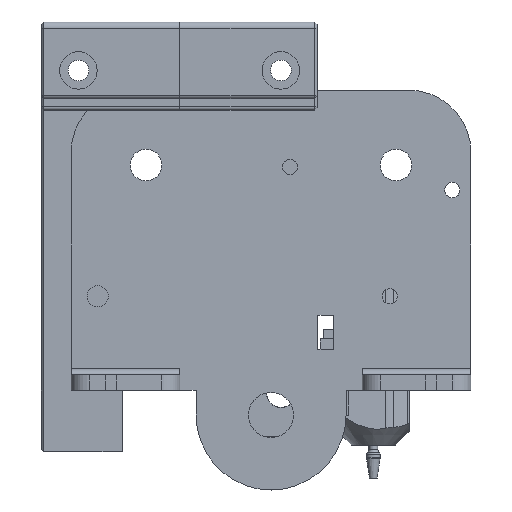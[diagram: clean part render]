
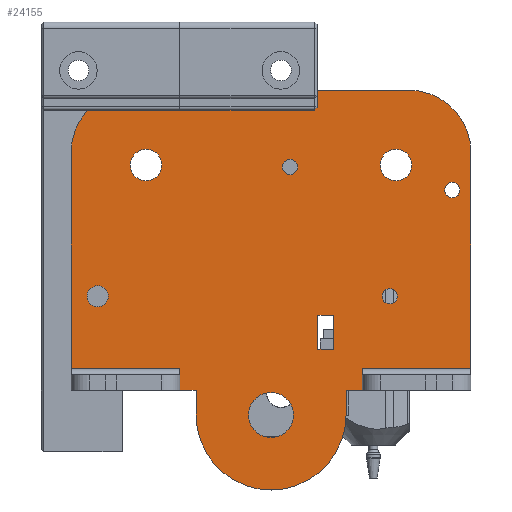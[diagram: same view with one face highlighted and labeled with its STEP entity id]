
A CAD part, left-side view. The second image highlights one B-rep face of the part: STEP entity #24155.
In plain terms, the highlighted face is planar.
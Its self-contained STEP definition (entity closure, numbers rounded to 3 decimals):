
#1791=FACE_BOUND('',#4507,.T.);
#1792=FACE_BOUND('',#4508,.T.);
#1793=FACE_BOUND('',#4509,.T.);
#1794=FACE_BOUND('',#4510,.T.);
#1795=FACE_BOUND('',#4511,.T.);
#1796=FACE_BOUND('',#4512,.T.);
#1797=FACE_BOUND('',#4513,.T.);
#1798=FACE_BOUND('',#4514,.T.);
#3082=FACE_OUTER_BOUND('',#4506,.T.);
#4506=EDGE_LOOP('',(#22023,#22024,#22025,#22026,#22027,#22028,#22029,#22030,
#22031,#22032,#22033,#22034,#22035,#22036));
#4507=EDGE_LOOP('',(#22037));
#4508=EDGE_LOOP('',(#22038));
#4509=EDGE_LOOP('',(#22039,#22040,#22041,#22042));
#4510=EDGE_LOOP('',(#22043));
#4511=EDGE_LOOP('',(#22044));
#4512=EDGE_LOOP('',(#22045));
#4513=EDGE_LOOP('',(#22046));
#4514=EDGE_LOOP('',(#22047));
#6665=LINE('',#48023,#8845);
#6666=LINE('',#48027,#8846);
#6667=LINE('',#48031,#8847);
#6668=LINE('',#48033,#8848);
#6669=LINE('',#48035,#8849);
#6670=LINE('',#48037,#8850);
#6671=LINE('',#48039,#8851);
#6672=LINE('',#48043,#8852);
#6673=LINE('',#48045,#8853);
#6674=LINE('',#48047,#8854);
#6675=LINE('',#48048,#8855);
#6676=LINE('',#48051,#8856);
#6677=LINE('',#48053,#8857);
#6678=LINE('',#48055,#8858);
#6679=LINE('',#48056,#8859);
#8845=VECTOR('',#31371,1000.);
#8846=VECTOR('',#31374,1000.);
#8847=VECTOR('',#31377,1000.);
#8848=VECTOR('',#31378,1000.);
#8849=VECTOR('',#31379,1000.);
#8850=VECTOR('',#31380,1000.);
#8851=VECTOR('',#31381,1000.);
#8852=VECTOR('',#31384,1000.);
#8853=VECTOR('',#31385,1000.);
#8854=VECTOR('',#31386,1000.);
#8855=VECTOR('',#31387,1000.);
#8856=VECTOR('',#31388,1000.);
#8857=VECTOR('',#31389,1000.);
#8858=VECTOR('',#31390,1000.);
#8859=VECTOR('',#31391,1000.);
#9342=CIRCLE('',#25867,1.7);
#9343=CIRCLE('',#25869,1.23);
#9345=CIRCLE('',#25872,1.229);
#9353=CIRCLE('',#25887,3.6);
#9355=CIRCLE('',#25890,2.53);
#9357=CIRCLE('',#25893,2.53);
#9363=CIRCLE('',#25902,1.229);
#9365=CIRCLE('',#25906,10.);
#9366=CIRCLE('',#25907,10.);
#9367=CIRCLE('',#25908,12.);
#11593=VERTEX_POINT('',#47934);
#11594=VERTEX_POINT('',#47938);
#11596=VERTEX_POINT('',#47944);
#11606=VERTEX_POINT('',#47976);
#11608=VERTEX_POINT('',#47982);
#11610=VERTEX_POINT('',#47988);
#11616=VERTEX_POINT('',#48006);
#11622=VERTEX_POINT('',#48021);
#11623=VERTEX_POINT('',#48022);
#11624=VERTEX_POINT('',#48024);
#11625=VERTEX_POINT('',#48026);
#11626=VERTEX_POINT('',#48028);
#11627=VERTEX_POINT('',#48030);
#11628=VERTEX_POINT('',#48032);
#11629=VERTEX_POINT('',#48034);
#11630=VERTEX_POINT('',#48036);
#11631=VERTEX_POINT('',#48038);
#11632=VERTEX_POINT('',#48040);
#11633=VERTEX_POINT('',#48042);
#11634=VERTEX_POINT('',#48044);
#11635=VERTEX_POINT('',#48046);
#11636=VERTEX_POINT('',#48049);
#11637=VERTEX_POINT('',#48050);
#11638=VERTEX_POINT('',#48052);
#11639=VERTEX_POINT('',#48054);
#15066=EDGE_CURVE('',#11593,#11593,#9342,.T.);
#15067=EDGE_CURVE('',#11594,#11594,#9343,.T.);
#15070=EDGE_CURVE('',#11596,#11596,#9345,.T.);
#15085=EDGE_CURVE('',#11606,#11606,#9353,.T.);
#15088=EDGE_CURVE('',#11608,#11608,#9355,.T.);
#15091=EDGE_CURVE('',#11610,#11610,#9357,.T.);
#15100=EDGE_CURVE('',#11616,#11616,#9363,.T.);
#15107=EDGE_CURVE('',#11622,#11623,#6665,.T.);
#15108=EDGE_CURVE('',#11622,#11624,#9365,.T.);
#15109=EDGE_CURVE('',#11624,#11625,#6666,.T.);
#15110=EDGE_CURVE('',#11625,#11626,#9366,.T.);
#15111=EDGE_CURVE('',#11627,#11626,#6667,.T.);
#15112=EDGE_CURVE('',#11627,#11628,#6668,.T.);
#15113=EDGE_CURVE('',#11629,#11628,#6669,.T.);
#15114=EDGE_CURVE('',#11629,#11630,#6670,.T.);
#15115=EDGE_CURVE('',#11630,#11631,#6671,.T.);
#15116=EDGE_CURVE('',#11631,#11632,#9367,.T.);
#15117=EDGE_CURVE('',#11632,#11633,#6672,.T.);
#15118=EDGE_CURVE('',#11634,#11633,#6673,.T.);
#15119=EDGE_CURVE('',#11635,#11634,#6674,.T.);
#15120=EDGE_CURVE('',#11635,#11623,#6675,.T.);
#15121=EDGE_CURVE('',#11636,#11637,#6676,.T.);
#15122=EDGE_CURVE('',#11638,#11636,#6677,.T.);
#15123=EDGE_CURVE('',#11639,#11638,#6678,.T.);
#15124=EDGE_CURVE('',#11637,#11639,#6679,.T.);
#22023=ORIENTED_EDGE('',*,*,#15107,.F.);
#22024=ORIENTED_EDGE('',*,*,#15108,.T.);
#22025=ORIENTED_EDGE('',*,*,#15109,.T.);
#22026=ORIENTED_EDGE('',*,*,#15110,.T.);
#22027=ORIENTED_EDGE('',*,*,#15111,.F.);
#22028=ORIENTED_EDGE('',*,*,#15112,.T.);
#22029=ORIENTED_EDGE('',*,*,#15113,.F.);
#22030=ORIENTED_EDGE('',*,*,#15114,.T.);
#22031=ORIENTED_EDGE('',*,*,#15115,.T.);
#22032=ORIENTED_EDGE('',*,*,#15116,.T.);
#22033=ORIENTED_EDGE('',*,*,#15117,.T.);
#22034=ORIENTED_EDGE('',*,*,#15118,.F.);
#22035=ORIENTED_EDGE('',*,*,#15119,.F.);
#22036=ORIENTED_EDGE('',*,*,#15120,.T.);
#22037=ORIENTED_EDGE('',*,*,#15066,.T.);
#22038=ORIENTED_EDGE('',*,*,#15100,.T.);
#22039=ORIENTED_EDGE('',*,*,#15121,.F.);
#22040=ORIENTED_EDGE('',*,*,#15122,.F.);
#22041=ORIENTED_EDGE('',*,*,#15123,.F.);
#22042=ORIENTED_EDGE('',*,*,#15124,.F.);
#22043=ORIENTED_EDGE('',*,*,#15067,.F.);
#22044=ORIENTED_EDGE('',*,*,#15070,.F.);
#22045=ORIENTED_EDGE('',*,*,#15085,.F.);
#22046=ORIENTED_EDGE('',*,*,#15088,.F.);
#22047=ORIENTED_EDGE('',*,*,#15091,.F.);
#22856=PLANE('',#25905);
#24155=ADVANCED_FACE('',(#3082,#1791,#1792,#1793,#1794,#1795,#1796,#1797,
#1798),#22856,.T.);
#25867=AXIS2_PLACEMENT_3D('',#47936,#31275,#31276);
#25869=AXIS2_PLACEMENT_3D('',#47939,#31279,#31280);
#25872=AXIS2_PLACEMENT_3D('',#47945,#31286,#31287);
#25887=AXIS2_PLACEMENT_3D('',#47977,#31323,#31324);
#25890=AXIS2_PLACEMENT_3D('',#47983,#31330,#31331);
#25893=AXIS2_PLACEMENT_3D('',#47989,#31337,#31338);
#25902=AXIS2_PLACEMENT_3D('',#48007,#31358,#31359);
#25905=AXIS2_PLACEMENT_3D('',#48020,#31369,#31370);
#25906=AXIS2_PLACEMENT_3D('',#48025,#31372,#31373);
#25907=AXIS2_PLACEMENT_3D('',#48029,#31375,#31376);
#25908=AXIS2_PLACEMENT_3D('',#48041,#31382,#31383);
#31275=DIRECTION('center_axis',(0.,0.,1.));
#31276=DIRECTION('ref_axis',(0.,-1.,0.));
#31279=DIRECTION('center_axis',(0.,0.,-1.));
#31280=DIRECTION('ref_axis',(-1.,0.,0.));
#31286=DIRECTION('center_axis',(0.,0.,-1.));
#31287=DIRECTION('ref_axis',(-1.,0.,0.));
#31323=DIRECTION('center_axis',(0.,0.,-1.));
#31324=DIRECTION('ref_axis',(-1.,0.,0.));
#31330=DIRECTION('center_axis',(0.,0.,-1.));
#31331=DIRECTION('ref_axis',(-1.,0.,0.));
#31337=DIRECTION('center_axis',(0.,0.,-1.));
#31338=DIRECTION('ref_axis',(-1.,0.,0.));
#31358=DIRECTION('center_axis',(0.,0.,1.));
#31359=DIRECTION('ref_axis',(-1.,0.,0.));
#31369=DIRECTION('center_axis',(0.,0.,-1.));
#31370=DIRECTION('ref_axis',(-1.,0.,0.));
#31371=DIRECTION('',(0.,-1.,0.));
#31372=DIRECTION('center_axis',(0.,0.,-1.));
#31373=DIRECTION('ref_axis',(-1.,0.,0.));
#31374=DIRECTION('',(1.,0.,0.));
#31375=DIRECTION('center_axis',(0.,0.,-1.));
#31376=DIRECTION('ref_axis',(-1.,0.,0.));
#31377=DIRECTION('',(0.,1.,0.));
#31378=DIRECTION('',(-1.,0.,0.));
#31379=DIRECTION('',(0.,1.,0.));
#31380=DIRECTION('',(-1.,0.,0.));
#31381=DIRECTION('',(0.,-1.,0.));
#31382=DIRECTION('center_axis',(0.,0.,-1.));
#31383=DIRECTION('ref_axis',(-1.,0.,0.));
#31384=DIRECTION('',(0.,1.,0.));
#31385=DIRECTION('',(1.,0.,0.));
#31386=DIRECTION('',(0.,-1.,0.));
#31387=DIRECTION('',(-1.,0.,0.));
#31388=DIRECTION('',(0.,-1.,0.));
#31389=DIRECTION('',(1.,0.,0.));
#31390=DIRECTION('',(0.,1.,0.));
#31391=DIRECTION('',(-1.,0.,0.));
#47934=CARTESIAN_POINT('',(27.75,-7.27,0.));
#47936=CARTESIAN_POINT('Origin',(27.75,-8.97,0.));
#47938=CARTESIAN_POINT('',(-4.26,11.74,0.));
#47939=CARTESIAN_POINT('Origin',(-3.03,11.74,0.));
#47944=CARTESIAN_POINT('',(-30.23,8.03,0.));
#47945=CARTESIAN_POINT('Origin',(-29.,8.03,0.));
#47976=CARTESIAN_POINT('',(-3.6,-27.97,0.));
#47977=CARTESIAN_POINT('Origin',(0.,-27.97,0.));
#47982=CARTESIAN_POINT('',(17.47,12.03,0.));
#47983=CARTESIAN_POINT('Origin',(20.,12.03,0.));
#47988=CARTESIAN_POINT('',(-22.53,12.03,0.));
#47989=CARTESIAN_POINT('Origin',(-20.,12.03,0.));
#48006=CARTESIAN_POINT('',(-20.23,-8.97,0.));
#48007=CARTESIAN_POINT('Origin',(-19.,-8.97,0.));
#48020=CARTESIAN_POINT('Origin',(0.,-27.97,0.));
#48021=CARTESIAN_POINT('',(-32.,14.03,0.));
#48022=CARTESIAN_POINT('',(-32.,-20.53,0.));
#48023=CARTESIAN_POINT('',(-32.,-24.03,0.));
#48024=CARTESIAN_POINT('',(-22.,24.03,0.));
#48025=CARTESIAN_POINT('Origin',(-22.,14.03,0.));
#48026=CARTESIAN_POINT('',(22.,24.03,0.));
#48027=CARTESIAN_POINT('',(-12.,24.03,0.));
#48028=CARTESIAN_POINT('',(32.,14.03,0.));
#48029=CARTESIAN_POINT('Origin',(22.,14.03,0.));
#48030=CARTESIAN_POINT('',(32.,-20.53,0.));
#48031=CARTESIAN_POINT('',(32.,24.03,0.));
#48032=CARTESIAN_POINT('',(14.6,-20.53,0.));
#48033=CARTESIAN_POINT('',(0.,-20.53,0.));
#48034=CARTESIAN_POINT('',(14.6,-24.03,0.));
#48035=CARTESIAN_POINT('',(14.6,-21.53,0.));
#48036=CARTESIAN_POINT('',(12.,-24.03,0.));
#48037=CARTESIAN_POINT('',(32.,-24.03,0.));
#48038=CARTESIAN_POINT('',(12.,-27.97,0.));
#48039=CARTESIAN_POINT('',(12.,24.03,0.));
#48040=CARTESIAN_POINT('',(-12.,-27.97,0.));
#48041=CARTESIAN_POINT('Origin',(0.,-27.97,0.));
#48042=CARTESIAN_POINT('',(-12.,-24.03,0.));
#48043=CARTESIAN_POINT('',(-12.,-27.97,0.));
#48044=CARTESIAN_POINT('',(-14.6,-24.03,0.));
#48045=CARTESIAN_POINT('',(-32.,-24.03,0.));
#48046=CARTESIAN_POINT('',(-14.6,-20.53,0.));
#48047=CARTESIAN_POINT('',(-14.6,-24.03,0.));
#48048=CARTESIAN_POINT('',(0.,-20.53,0.));
#48049=CARTESIAN_POINT('',(-7.5,-11.97,0.));
#48050=CARTESIAN_POINT('',(-7.5,-17.47,0.));
#48051=CARTESIAN_POINT('',(-7.5,-27.97,0.));
#48052=CARTESIAN_POINT('',(-10.,-11.97,0.));
#48053=CARTESIAN_POINT('',(0.,-11.97,0.));
#48054=CARTESIAN_POINT('',(-10.,-17.47,0.));
#48055=CARTESIAN_POINT('',(-10.,-27.97,0.));
#48056=CARTESIAN_POINT('',(0.,-17.47,0.));
